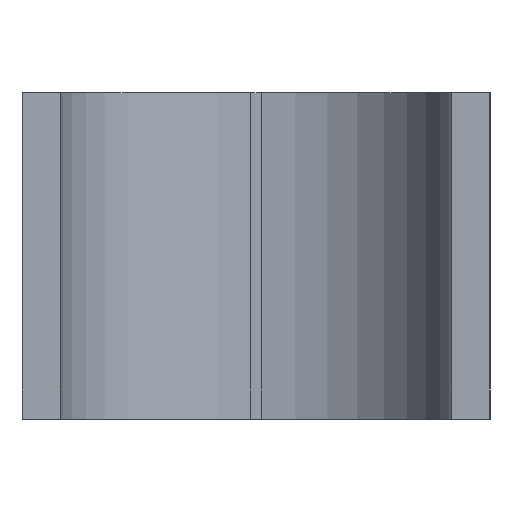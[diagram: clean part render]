
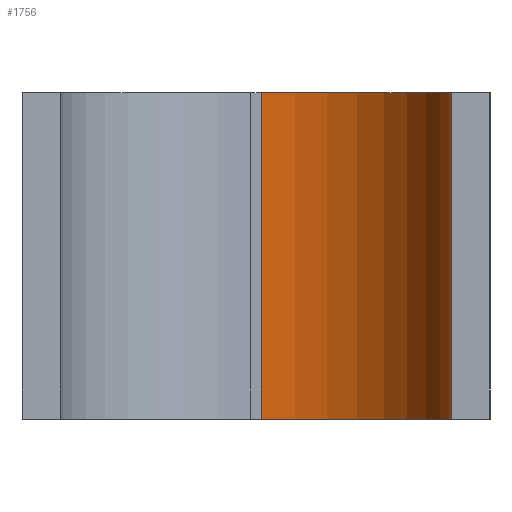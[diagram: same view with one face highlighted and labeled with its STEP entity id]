
A CAD part, left-side view. The second image highlights one B-rep face of the part: STEP entity #1756.
In plain terms, the highlighted cylindrical face has radius 17.5 mm (diameter 35 mm), a partial arc.
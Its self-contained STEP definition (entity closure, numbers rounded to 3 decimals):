
#209=LINE('',#3216,#368);
#210=LINE('',#3219,#369);
#368=VECTOR('',#2323,10.);
#369=VECTOR('',#2326,10.);
#445=CYLINDRICAL_SURFACE('',#1930,17.5);
#518=FACE_OUTER_BOUND('',#624,.T.);
#624=EDGE_LOOP('',(#1474,#1475,#1476,#1477));
#711=CIRCLE('',#1864,17.5);
#737=CIRCLE('',#1931,17.5);
#818=VERTEX_POINT('',#3015);
#819=VERTEX_POINT('',#3017);
#877=VERTEX_POINT('',#3215);
#878=VERTEX_POINT('',#3217);
#992=EDGE_CURVE('',#818,#819,#711,.T.);
#1090=EDGE_CURVE('',#818,#877,#209,.T.);
#1091=EDGE_CURVE('',#878,#877,#737,.T.);
#1092=EDGE_CURVE('',#819,#878,#210,.T.);
#1474=ORIENTED_EDGE('',*,*,#992,.F.);
#1475=ORIENTED_EDGE('',*,*,#1090,.T.);
#1476=ORIENTED_EDGE('',*,*,#1091,.F.);
#1477=ORIENTED_EDGE('',*,*,#1092,.F.);
#1756=ADVANCED_FACE('',(#518),#445,.F.);
#1864=AXIS2_PLACEMENT_3D('',#3018,#2119,#2120);
#1930=AXIS2_PLACEMENT_3D('',#3214,#2321,#2322);
#1931=AXIS2_PLACEMENT_3D('',#3218,#2324,#2325);
#2119=DIRECTION('center_axis',(0.,0.,1.));
#2120=DIRECTION('ref_axis',(0.,-1.,0.));
#2321=DIRECTION('center_axis',(0.,0.,1.));
#2322=DIRECTION('ref_axis',(0.,-1.,0.));
#2323=DIRECTION('',(0.,0.,1.));
#2324=DIRECTION('center_axis',(0.,0.,-1.));
#2325=DIRECTION('ref_axis',(0.,-1.,0.));
#2326=DIRECTION('',(0.,0.,1.));
#3015=CARTESIAN_POINT('',(-19.5,-18.,0.));
#3017=CARTESIAN_POINT('',(-2.,-0.5,0.));
#3018=CARTESIAN_POINT('Origin',(-19.5,-0.5,0.));
#3214=CARTESIAN_POINT('Origin',(-19.5,-0.5,0.));
#3215=CARTESIAN_POINT('',(-19.5,-18.,30.));
#3216=CARTESIAN_POINT('',(-19.5,-18.,0.));
#3217=CARTESIAN_POINT('',(-2.,-0.5,30.));
#3218=CARTESIAN_POINT('Origin',(-19.5,-0.5,30.));
#3219=CARTESIAN_POINT('',(-2.,-0.5,0.));
